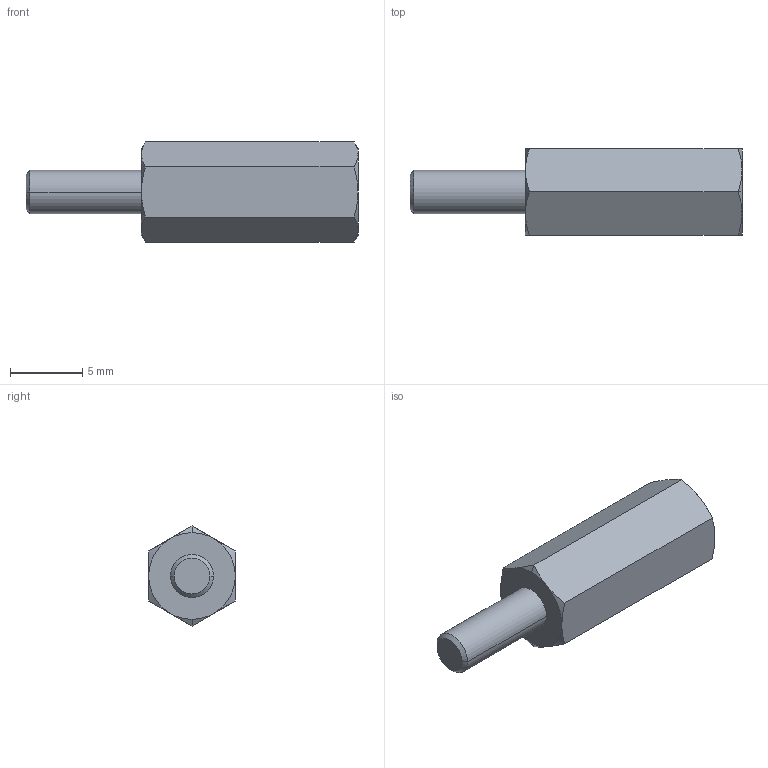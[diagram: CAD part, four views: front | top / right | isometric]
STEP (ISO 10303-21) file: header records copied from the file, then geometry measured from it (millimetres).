
FILE_DESCRIPTION(('STEP AP214'),'1');
FILE_NAME('pillar_210630060015.stp','2017-07-15T11:10:19',('TraceParts'),('TraceParts S.A.'),'Spatial InterOp 3D',' ',' ');
FILE_SCHEMA(('automotive_design'));
Length unit declared in the file: millimetre
Products named in the file (1): pillar_210630060015
Bounding box: 23 x 6 x 6.93 mm (x, y, z)
Volume: 475.6 mm3; surface area: 521.1 mm2
Topology: 1 solids, 1 shells, 34 faces, 70 edges, 40 vertices
Faces by surface type: cone 20, plane 10, cylinder 4
Entity records: 921 total; most frequent: CARTESIAN_POINT 241, DIRECTION 144, ORIENTED_EDGE 140, EDGE_CURVE 70, AXIS2_PLACEMENT_3D 63, VERTEX_POINT 40, EDGE_LOOP 36, ADVANCED_FACE 34
